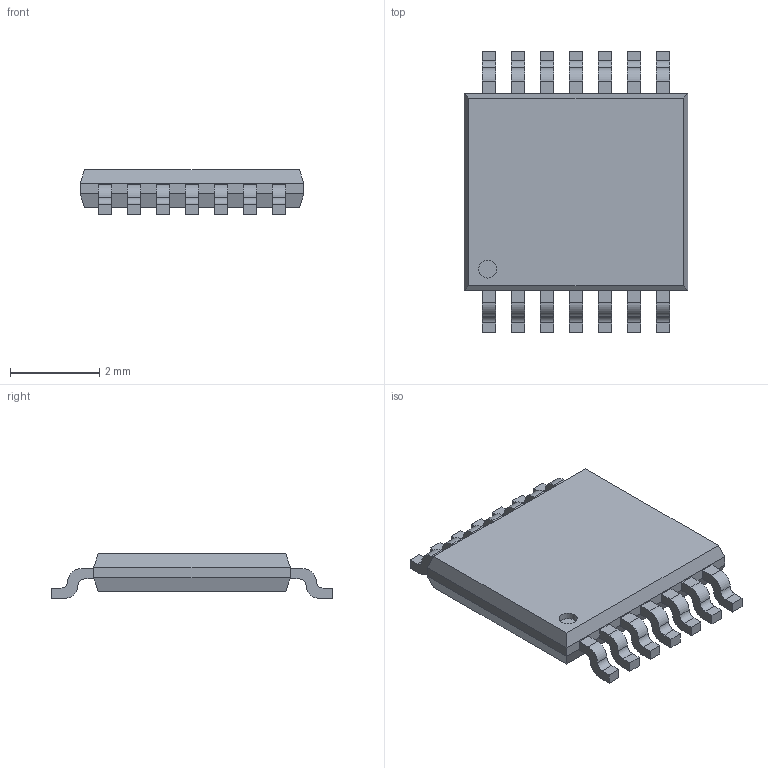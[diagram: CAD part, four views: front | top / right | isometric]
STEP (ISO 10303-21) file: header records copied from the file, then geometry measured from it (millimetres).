
FILE_DESCRIPTION(/* description */ (''),/* implementation_level */ '2;1');
FILE_NAME(/* name */ '5f4a9ffd2d7234127cb348de',/* time_stamp */ '2020-08-29T18:35:42+00:00',/* author */ (''),/* organization */ (''),/* preprocessor_version */ 'ST-DEVELOPER v16.7',/* originating_system */ $,/* authorisation */ $);
FILE_SCHEMA (('AUTOMOTIVE_DESIGN {1 0 10303 214 3 1 1}'));
Length unit declared in the file: metre
Products named in the file (15): Pin8; Pin10; Pin9; Pin11; Pin12; Pin13; Pin14; Pin7; Pin6; Pin5; Pin4; Pin3; Pin2; Pin1; Body
Bounding box: 5 x 6.3 x 1 mm (x, y, z)
Volume: 19.3 mm3; surface area: 76.9 mm2
Topology: 15 solids, 15 shells, 184 faces, 451 edges, 298 vertices
Faces by surface type: plane 127, cylinder 57
Full cylindrical faces by diameter (mm): 0.4 x1
Entity records: 5796 total; most frequent: DIRECTION 962, CARTESIAN_POINT 947, ORIENTED_EDGE 900, EDGE_CURVE 450, LINE 336, VECTOR 336, AXIS2_PLACEMENT_3D 313, VERTEX_POINT 298
